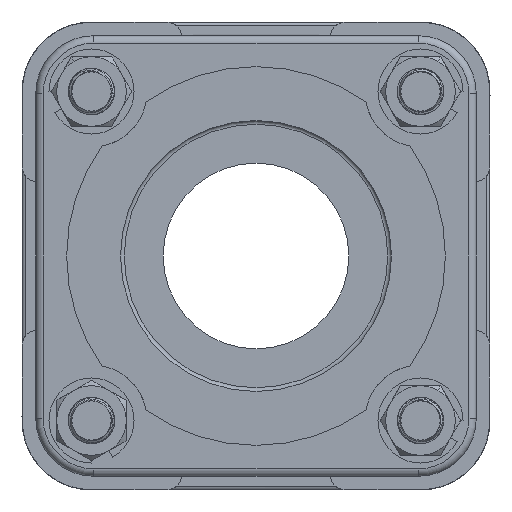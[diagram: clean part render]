
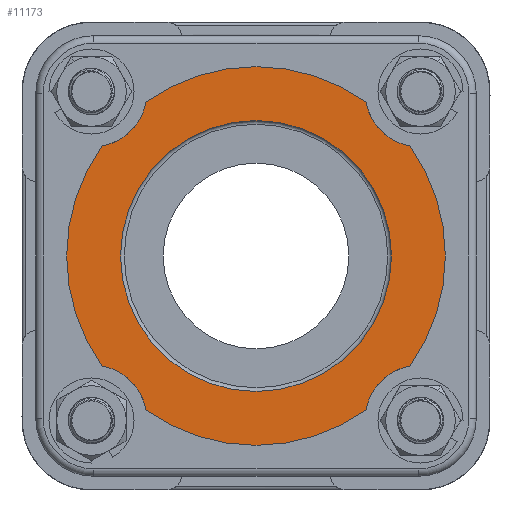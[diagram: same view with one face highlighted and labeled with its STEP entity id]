
A CAD part, front view. The second image highlights one B-rep face of the part: STEP entity #11173.
In plain terms, the highlighted face is planar.
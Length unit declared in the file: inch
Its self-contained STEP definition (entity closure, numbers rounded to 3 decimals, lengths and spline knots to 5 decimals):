
#2423=FACE_BOUND('',#3434,.T.);
#2475=PLANE('',#12158);
#2747=FACE_OUTER_BOUND('',#3433,.T.);
#3433=EDGE_LOOP('',(#7832,#7833,#7834,#7835,#7836,#7837,#7838,#7839));
#3434=EDGE_LOOP('',(#7840,#7841));
#4109=CIRCLE('',#12034,1.095);
#4110=CIRCLE('',#12035,1.095);
#4123=CIRCLE('',#12053,0.45);
#4129=CIRCLE('',#12062,0.45);
#4181=CIRCLE('',#12143,0.45);
#4182=CIRCLE('',#12145,0.45);
#4183=CIRCLE('',#12147,1.53);
#4184=CIRCLE('',#12149,1.53);
#4185=CIRCLE('',#12151,1.53);
#4186=CIRCLE('',#12159,1.53);
#4737=VERTEX_POINT('',#16678);
#4738=VERTEX_POINT('',#16680);
#4754=VERTEX_POINT('',#16762);
#4755=VERTEX_POINT('',#16764);
#4764=VERTEX_POINT('',#16838);
#4765=VERTEX_POINT('',#16840);
#4817=VERTEX_POINT('',#17034);
#4818=VERTEX_POINT('',#17036);
#4819=VERTEX_POINT('',#17040);
#4820=VERTEX_POINT('',#17042);
#5841=EDGE_CURVE('',#4738,#4737,#4109,.T.);
#5842=EDGE_CURVE('',#4737,#4738,#4110,.T.);
#5861=EDGE_CURVE('',#4755,#4754,#4123,.T.);
#5875=EDGE_CURVE('',#4765,#4764,#4129,.T.);
#5956=EDGE_CURVE('',#4818,#4817,#4181,.T.);
#5959=EDGE_CURVE('',#4820,#4819,#4182,.T.);
#5961=EDGE_CURVE('',#4820,#4764,#4183,.T.);
#5962=EDGE_CURVE('',#4755,#4819,#4184,.T.);
#5963=EDGE_CURVE('',#4818,#4754,#4185,.T.);
#5969=EDGE_CURVE('',#4765,#4817,#4186,.T.);
#7832=ORIENTED_EDGE('',*,*,#5956,.T.);
#7833=ORIENTED_EDGE('',*,*,#5969,.F.);
#7834=ORIENTED_EDGE('',*,*,#5875,.T.);
#7835=ORIENTED_EDGE('',*,*,#5961,.F.);
#7836=ORIENTED_EDGE('',*,*,#5959,.T.);
#7837=ORIENTED_EDGE('',*,*,#5962,.F.);
#7838=ORIENTED_EDGE('',*,*,#5861,.T.);
#7839=ORIENTED_EDGE('',*,*,#5963,.F.);
#7840=ORIENTED_EDGE('',*,*,#5841,.T.);
#7841=ORIENTED_EDGE('',*,*,#5842,.T.);
#11173=ADVANCED_FACE('',(#2747,#2423),#2475,.T.);
#12034=AXIS2_PLACEMENT_3D('',#16681,#13330,#13331);
#12035=AXIS2_PLACEMENT_3D('',#16682,#13332,#13333);
#12053=AXIS2_PLACEMENT_3D('',#16765,#13370,#13371);
#12062=AXIS2_PLACEMENT_3D('',#16841,#13391,#13392);
#12143=AXIS2_PLACEMENT_3D('',#17037,#13579,#13580);
#12145=AXIS2_PLACEMENT_3D('',#17043,#13585,#13586);
#12147=AXIS2_PLACEMENT_3D('',#17046,#13590,#13591);
#12149=AXIS2_PLACEMENT_3D('',#17048,#13594,#13595);
#12151=AXIS2_PLACEMENT_3D('',#17050,#13598,#13599);
#12158=AXIS2_PLACEMENT_3D('',#17062,#13617,#13618);
#12159=AXIS2_PLACEMENT_3D('',#17063,#13619,#13620);
#13330=DIRECTION('center_axis',(1.,0.,0.));
#13331=DIRECTION('ref_axis',(0.,1.,0.));
#13332=DIRECTION('center_axis',(1.,0.,0.));
#13333=DIRECTION('ref_axis',(0.,1.,0.));
#13370=DIRECTION('center_axis',(1.,0.,0.));
#13371=DIRECTION('ref_axis',(0.,0.,-1.));
#13391=DIRECTION('center_axis',(1.,0.,0.));
#13392=DIRECTION('ref_axis',(0.,0.,-1.));
#13579=DIRECTION('center_axis',(1.,0.,0.));
#13580=DIRECTION('ref_axis',(0.,0.,-1.));
#13585=DIRECTION('center_axis',(1.,0.,0.));
#13586=DIRECTION('ref_axis',(0.,0.,-1.));
#13590=DIRECTION('center_axis',(1.,0.,0.));
#13591=DIRECTION('ref_axis',(0.,1.,0.));
#13594=DIRECTION('center_axis',(1.,0.,0.));
#13595=DIRECTION('ref_axis',(0.,1.,0.));
#13598=DIRECTION('center_axis',(1.,0.,0.));
#13599=DIRECTION('ref_axis',(0.,1.,0.));
#13617=DIRECTION('center_axis',(-1.,0.,0.));
#13618=DIRECTION('ref_axis',(0.,0.,1.));
#13619=DIRECTION('center_axis',(1.,0.,0.));
#13620=DIRECTION('ref_axis',(0.,1.,0.));
#16678=CARTESIAN_POINT('',(-2.35,-1.095,0.));
#16680=CARTESIAN_POINT('',(-2.35,1.095,0.));
#16681=CARTESIAN_POINT('Origin',(-2.35,0.,0.));
#16682=CARTESIAN_POINT('Origin',(-2.35,0.,0.));
#16762=CARTESIAN_POINT('',(-2.35,1.24663,0.88703));
#16764=CARTESIAN_POINT('',(-2.35,0.88703,1.24663));
#16765=CARTESIAN_POINT('Origin',(-2.35,1.32936,1.32936));
#16838=CARTESIAN_POINT('',(-2.35,-1.24663,-0.88703));
#16840=CARTESIAN_POINT('',(-2.35,-0.88703,-1.24663));
#16841=CARTESIAN_POINT('Origin',(-2.35,-1.32936,-1.32936));
#17034=CARTESIAN_POINT('',(-2.35,0.88703,-1.24663));
#17036=CARTESIAN_POINT('',(-2.35,1.24663,-0.88703));
#17037=CARTESIAN_POINT('Origin',(-2.35,1.32936,-1.32936));
#17040=CARTESIAN_POINT('',(-2.35,-0.88703,1.24663));
#17042=CARTESIAN_POINT('',(-2.35,-1.24663,0.88703));
#17043=CARTESIAN_POINT('Origin',(-2.35,-1.32936,1.32936));
#17046=CARTESIAN_POINT('Origin',(-2.35,0.,0.));
#17048=CARTESIAN_POINT('Origin',(-2.35,0.,0.));
#17050=CARTESIAN_POINT('Origin',(-2.35,0.,0.));
#17062=CARTESIAN_POINT('Origin',(-2.35,1.3125,0.));
#17063=CARTESIAN_POINT('Origin',(-2.35,0.,0.));
